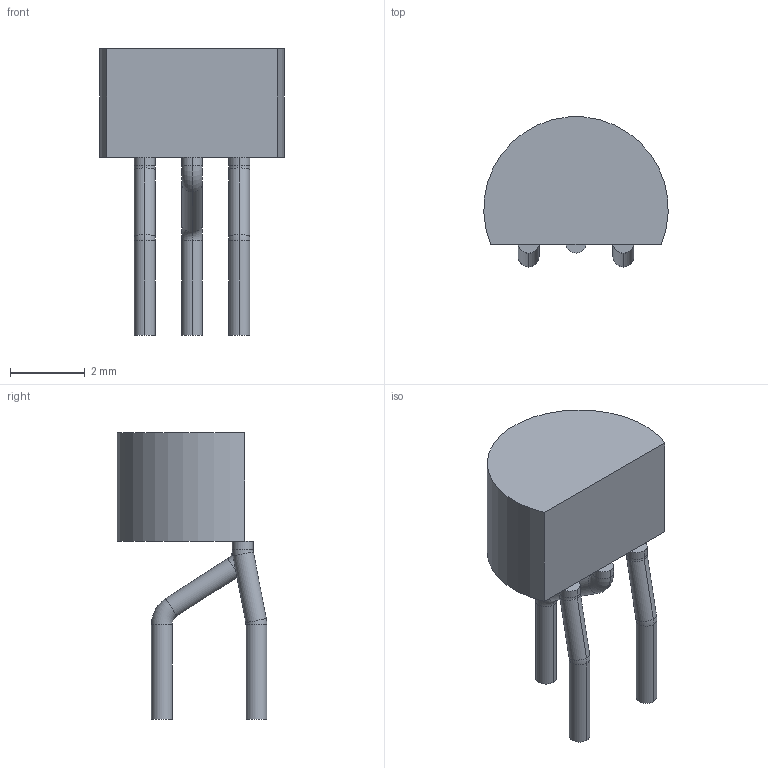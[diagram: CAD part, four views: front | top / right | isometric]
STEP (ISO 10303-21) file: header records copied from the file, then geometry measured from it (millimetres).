
FILE_DESCRIPTION(('STEP AP214'),'1');
FILE_NAME('TO-92_STM','2025-02-16T07:32:02',(''),(''),'','','');
FILE_SCHEMA(('AUTOMOTIVE_DESIGN'));
Length unit declared in the file: millimetre
Products named in the file (1): product
Bounding box: 4.95 x 4.02 x 7.7 mm (x, y, z)
Volume: 45.4 mm3; surface area: 98.9 mm2
Topology: 4 solids, 4 shells, 40 faces, 72 edges, 40 vertices
Faces by surface type: cylinder 19, torus 12, plane 9
Entity records: 1130 total; most frequent: DIRECTION 204, ORIENTED_EDGE 144, CARTESIAN_POINT 107, AXIS2_PLACEMENT_3D 91, EDGE_CURVE 72, CIRCLE 50, STYLED_ITEM 40, ADVANCED_FACE 40
